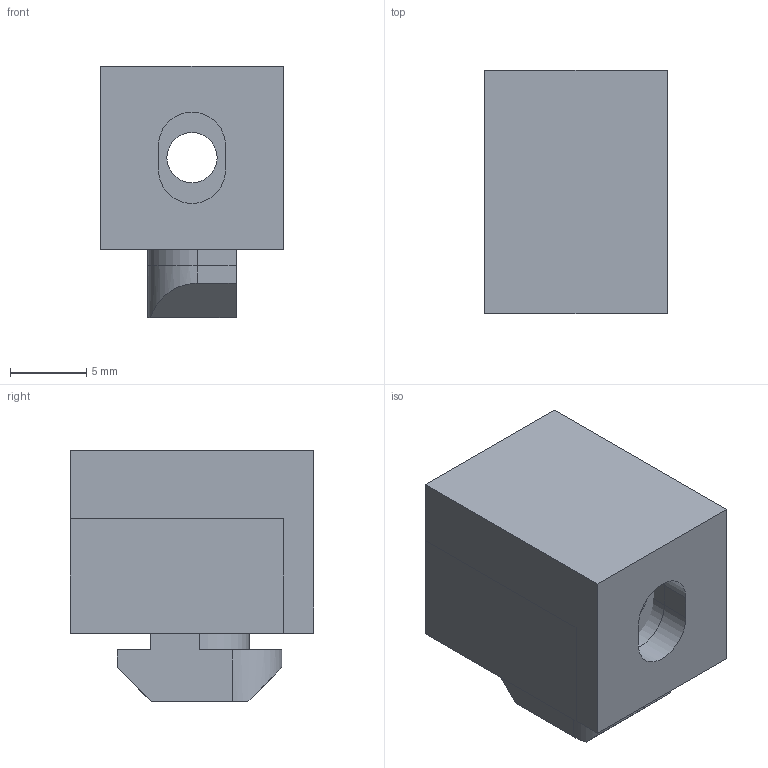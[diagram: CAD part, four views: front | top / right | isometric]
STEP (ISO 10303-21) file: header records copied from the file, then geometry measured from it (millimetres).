
FILE_DESCRIPTION(('STEP AP203'),'1');
FILE_NAME('SAFE06B1309.stp','2023-10-18T09:06:03',(' '),(' '),'Spatial InterOp 3D',' ',' ');
FILE_SCHEMA(('CONFIG_CONTROL_DESIGN'));
Length unit declared in the file: millimetre
Products named in the file (4): Panoblock 6 20 PA; Ecrou Panoblock
Assembly tree (3 placements, depth 2):
  Panoblock 6 20 PA
    Ecrou Panoblock
    Panoblock 6 20 PA
    Panoblock 6 20 PA
Bounding box: 12 x 16 x 16.5 mm (x, y, z)
Volume: 2240.7 mm3; surface area: 2451.9 mm2
Topology: 3 solids, 3 shells, 60 faces, 159 edges, 106 vertices
Faces by surface type: plane 51, cylinder 9
Full cylindrical faces by diameter (mm): 3.3 x1
Entity records: 2296 total; most frequent: CARTESIAN_POINT 328, ORIENTED_EDGE 316, DIRECTION 306, EDGE_CURVE 158, LINE 138, VECTOR 138, VERTEX_POINT 106, AXIS2_PLACEMENT_3D 84
